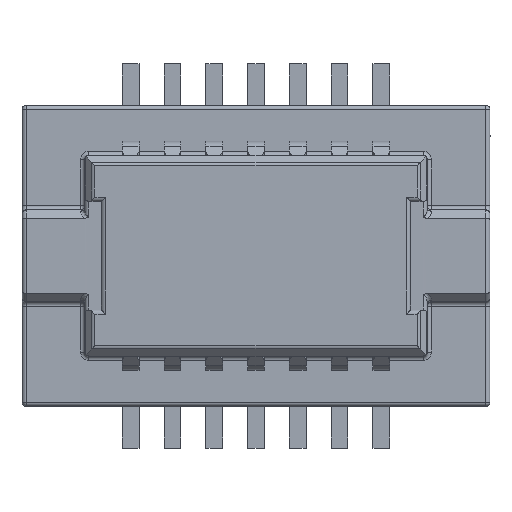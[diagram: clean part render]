
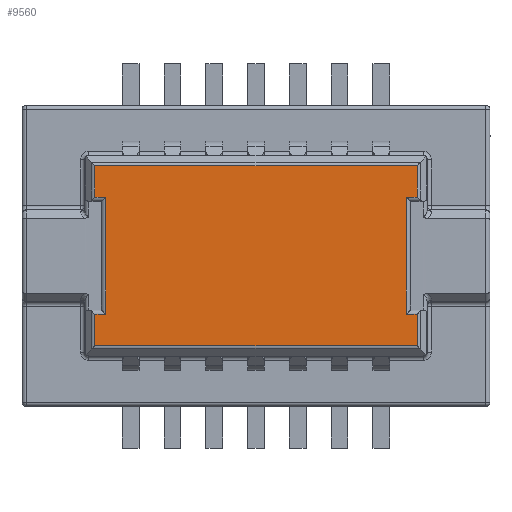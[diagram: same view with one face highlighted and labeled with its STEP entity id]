
A CAD part, top view. The second image highlights one B-rep face of the part: STEP entity #9560.
In plain terms, the highlighted planar face has unit normal (0, 0, 1).
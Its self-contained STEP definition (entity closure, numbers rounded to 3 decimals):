
#337=PLANE('',#10126);
#731=FACE_OUTER_BOUND('',#1249,.T.);
#1249=EDGE_LOOP('',(#6730,#6731,#6732,#6733,#6734,#6735,#6736,#6737,#6738,
#6739,#6740,#6741));
#1845=LINE('',#13819,#2983);
#1848=LINE('',#13832,#2986);
#1849=LINE('',#13836,#2987);
#1851=LINE('',#13842,#2989);
#1854=LINE('',#13852,#2992);
#1855=LINE('',#13856,#2993);
#1858=LINE('',#13866,#2996);
#1859=LINE('',#13870,#2997);
#1862=LINE('',#13878,#3000);
#1863=LINE('',#13883,#3001);
#1866=LINE('',#13891,#3004);
#1868=LINE('',#13895,#3006);
#2983=VECTOR('',#10915,10.);
#2986=VECTOR('',#10926,10.);
#2987=VECTOR('',#10931,10.);
#2989=VECTOR('',#10937,10.);
#2992=VECTOR('',#10946,10.);
#2993=VECTOR('',#10951,10.);
#2996=VECTOR('',#10960,10.);
#2997=VECTOR('',#10965,10.);
#3000=VECTOR('',#10972,10.);
#3001=VECTOR('',#10979,10.);
#3004=VECTOR('',#10986,10.);
#3006=VECTOR('',#10992,10.);
#4322=VERTEX_POINT('',#13817);
#4323=VERTEX_POINT('',#13818);
#4328=VERTEX_POINT('',#13829);
#4329=VERTEX_POINT('',#13831);
#4330=VERTEX_POINT('',#13835);
#4332=VERTEX_POINT('',#13841);
#4336=VERTEX_POINT('',#13851);
#4337=VERTEX_POINT('',#13855);
#4341=VERTEX_POINT('',#13865);
#4342=VERTEX_POINT('',#13869);
#4345=VERTEX_POINT('',#13877);
#4349=VERTEX_POINT('',#13890);
#5233=EDGE_CURVE('',#4322,#4323,#1845,.T.);
#5239=EDGE_CURVE('',#4328,#4329,#1848,.T.);
#5241=EDGE_CURVE('',#4330,#4328,#1849,.T.);
#5244=EDGE_CURVE('',#4332,#4330,#1851,.T.);
#5249=EDGE_CURVE('',#4329,#4336,#1854,.T.);
#5251=EDGE_CURVE('',#4337,#4332,#1855,.T.);
#5256=EDGE_CURVE('',#4336,#4341,#1858,.T.);
#5258=EDGE_CURVE('',#4342,#4337,#1859,.T.);
#5262=EDGE_CURVE('',#4341,#4345,#1862,.T.);
#5265=EDGE_CURVE('',#4323,#4342,#1863,.T.);
#5269=EDGE_CURVE('',#4345,#4349,#1866,.T.);
#5272=EDGE_CURVE('',#4349,#4322,#1868,.T.);
#6730=ORIENTED_EDGE('',*,*,#5239,.F.);
#6731=ORIENTED_EDGE('',*,*,#5241,.F.);
#6732=ORIENTED_EDGE('',*,*,#5244,.F.);
#6733=ORIENTED_EDGE('',*,*,#5251,.F.);
#6734=ORIENTED_EDGE('',*,*,#5258,.F.);
#6735=ORIENTED_EDGE('',*,*,#5265,.F.);
#6736=ORIENTED_EDGE('',*,*,#5233,.F.);
#6737=ORIENTED_EDGE('',*,*,#5272,.F.);
#6738=ORIENTED_EDGE('',*,*,#5269,.F.);
#6739=ORIENTED_EDGE('',*,*,#5262,.F.);
#6740=ORIENTED_EDGE('',*,*,#5256,.F.);
#6741=ORIENTED_EDGE('',*,*,#5249,.F.);
#9560=ADVANCED_FACE('',(#731),#337,.T.);
#10126=AXIS2_PLACEMENT_3D('',#13927,#11025,#11026);
#10915=DIRECTION('',(0.,-1.,0.));
#10926=DIRECTION('',(0.,1.,0.));
#10931=DIRECTION('',(-1.,0.,0.));
#10937=DIRECTION('',(0.,-1.,0.));
#10946=DIRECTION('',(1.,0.,0.));
#10951=DIRECTION('',(1.,0.,0.));
#10960=DIRECTION('',(0.,1.,0.));
#10965=DIRECTION('',(0.,-1.,0.));
#10972=DIRECTION('',(-1.,0.,0.));
#10979=DIRECTION('',(-1.,0.,0.));
#10986=DIRECTION('',(0.,1.,0.));
#10992=DIRECTION('',(1.,0.,0.));
#11025=DIRECTION('center_axis',(0.,0.,1.));
#11026=DIRECTION('ref_axis',(1.,0.,0.));
#13817=CARTESIAN_POINT('',(1.929,1.079,2.2));
#13818=CARTESIAN_POINT('',(1.929,0.7,2.2));
#13819=CARTESIAN_POINT('',(1.929,-0.259,2.2));
#13829=CARTESIAN_POINT('',(-1.929,-1.079,2.2));
#13831=CARTESIAN_POINT('',(-1.929,-0.7,2.2));
#13832=CARTESIAN_POINT('',(-1.929,-0.896,2.2));
#13835=CARTESIAN_POINT('',(1.929,-1.079,2.2));
#13836=CARTESIAN_POINT('',(-2.1,-1.079,2.2));
#13841=CARTESIAN_POINT('',(1.929,-0.7,2.2));
#13842=CARTESIAN_POINT('',(1.929,-1.184,2.2));
#13851=CARTESIAN_POINT('',(-1.8,-0.7,2.2));
#13852=CARTESIAN_POINT('',(-2.051,-0.7,2.2));
#13855=CARTESIAN_POINT('',(1.8,-0.7,2.2));
#13856=CARTESIAN_POINT('',(-0.101,-0.7,2.2));
#13865=CARTESIAN_POINT('',(-1.8,0.7,2.2));
#13866=CARTESIAN_POINT('',(-1.8,-0.919,2.2));
#13869=CARTESIAN_POINT('',(1.8,0.7,2.2));
#13870=CARTESIAN_POINT('',(1.8,-0.236,2.2));
#13877=CARTESIAN_POINT('',(-1.929,0.7,2.2));
#13878=CARTESIAN_POINT('',(-1.946,0.7,2.2));
#13883=CARTESIAN_POINT('',(0.004,0.7,2.2));
#13890=CARTESIAN_POINT('',(-1.929,1.079,2.2));
#13891=CARTESIAN_POINT('',(-1.929,0.029,2.2));
#13895=CARTESIAN_POINT('',(0.053,1.079,2.2));
#13927=CARTESIAN_POINT('Origin',(-2.048,-1.155,2.2));
